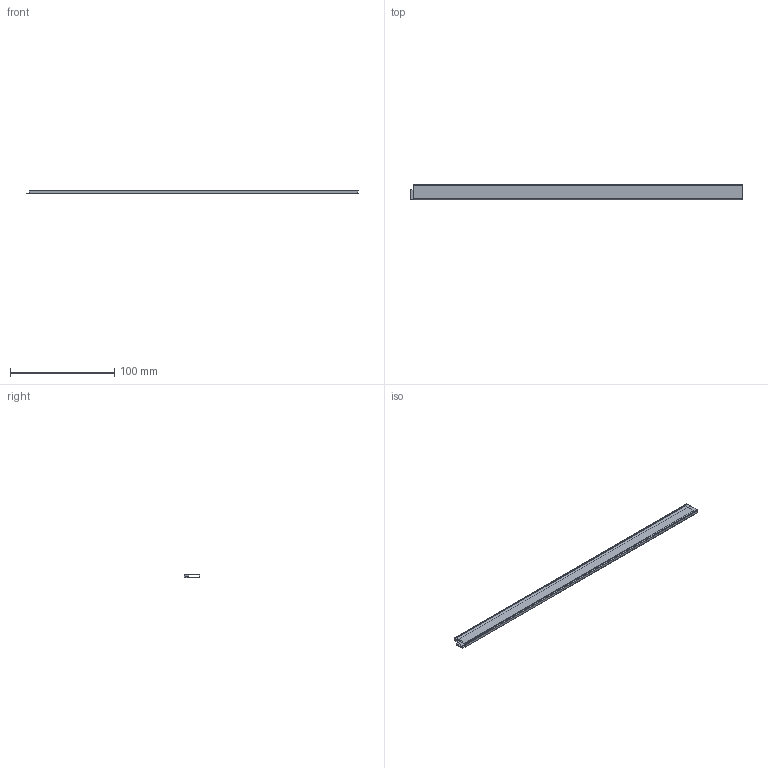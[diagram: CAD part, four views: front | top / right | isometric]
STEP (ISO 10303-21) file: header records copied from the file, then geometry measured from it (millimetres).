
FILE_DESCRIPTION (( 'STEP AP214' ), '1' );
FILE_NAME ('NNAMC3100Px01-xxxxxx.STEP', '2017-02-20T09:20:56', ( '' ), ( '' ), 'SwSTEP 2.0', 'SolidWorks 2016', '' );
FILE_SCHEMA (( 'AUTOMOTIVE_DESIGN' ));
Length unit declared in the file: millimetre
Products named in the file (7): 17_4832; NNAMC3100Px01-xxxxxx; 16_4802_44v; 16_4801_44v; 16_4800_44v; 16_4799_44v; 16_4296_44v
Assembly tree (13 placements, depth 3):
  NNAMC3100Px01-xxxxxx
    16_4296_44v
    16_4802_44v
      16_4800_44v
      16_4801_44v
      16_4799_44v
    17_4832  x8
Bounding box: 318.1 x 14.5 x 3.51 mm (x, y, z)
Volume: 5849.2 mm3; surface area: 30441.1 mm2
Topology: 12 solids, 12 shells, 126 faces, 276 edges, 178 vertices
Faces by surface type: plane 112, cylinder 14
Entity records: 2666 total; most frequent: DIRECTION 422, CARTESIAN_POINT 415, ORIENTED_EDGE 384, EDGE_CURVE 192, LINE 164, VECTOR 164, AXIS2_PLACEMENT_3D 129, VERTEX_POINT 122
